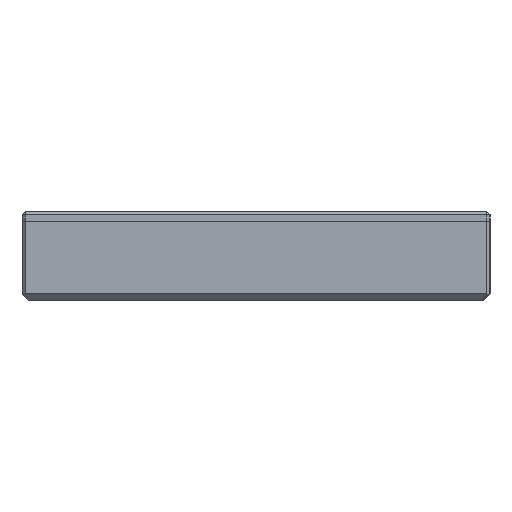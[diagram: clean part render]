
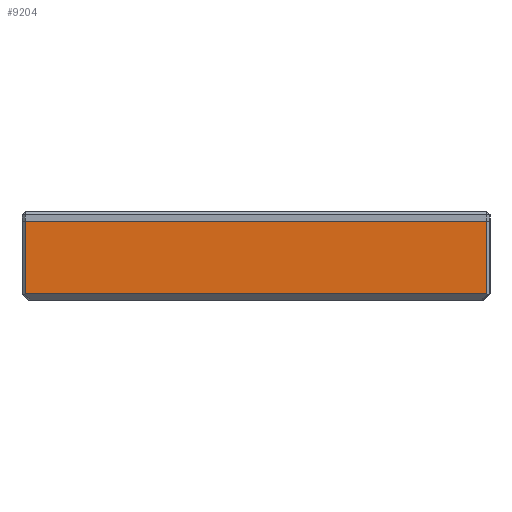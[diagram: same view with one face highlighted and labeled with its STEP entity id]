
A CAD part, left-side view. The second image highlights one B-rep face of the part: STEP entity #9204.
In plain terms, the highlighted planar face has unit normal (-1, 0, 0).
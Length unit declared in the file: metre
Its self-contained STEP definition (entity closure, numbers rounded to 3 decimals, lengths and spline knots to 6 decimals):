
#793=LINE('',#15510,#1532);
#794=LINE('',#15513,#1533);
#795=LINE('',#15515,#1534);
#796=LINE('',#15517,#1535);
#1532=VECTOR('',#11460,1.);
#1533=VECTOR('',#11461,1.);
#1534=VECTOR('',#11462,1.);
#1535=VECTOR('',#11463,1.);
#2076=PLANE('',#9772);
#4102=ORIENTED_EDGE('',*,*,#5650,.T.);
#4103=ORIENTED_EDGE('',*,*,#5651,.T.);
#4104=ORIENTED_EDGE('',*,*,#5652,.T.);
#4105=ORIENTED_EDGE('',*,*,#5653,.T.);
#5650=EDGE_CURVE('',#6587,#6588,#793,.T.);
#5651=EDGE_CURVE('',#6588,#6589,#794,.T.);
#5652=EDGE_CURVE('',#6589,#6590,#795,.T.);
#5653=EDGE_CURVE('',#6590,#6587,#796,.T.);
#6587=VERTEX_POINT('',#15511);
#6588=VERTEX_POINT('',#15512);
#6589=VERTEX_POINT('',#15514);
#6590=VERTEX_POINT('',#15516);
#7512=EDGE_LOOP('',(#4102,#4103,#4104,#4105));
#8317=FACE_BOUND('',#7512,.T.);
#9204=ADVANCED_FACE('',(#8317),#2076,.T.);
#9772=AXIS2_PLACEMENT_3D('',#15509,#11458,#11459);
#11458=DIRECTION('',(-1.,0.,0.));
#11459=DIRECTION('',(0.,0.,1.));
#11460=DIRECTION('',(0.,1.,0.));
#11461=DIRECTION('',(0.,0.,-1.));
#11462=DIRECTION('',(0.,-1.,0.));
#11463=DIRECTION('',(0.,0.,1.));
#15509=CARTESIAN_POINT('',(-0.05175,0.,0.013));
#15510=CARTESIAN_POINT('',(-0.05175,0.,0.013));
#15511=CARTESIAN_POINT('',(-0.05175,-0.038,0.013));
#15512=CARTESIAN_POINT('',(-0.05175,0.038,0.013));
#15513=CARTESIAN_POINT('',(-0.05175,0.038,0.001));
#15514=CARTESIAN_POINT('',(-0.05175,0.038,0.001));
#15515=CARTESIAN_POINT('',(-0.05175,-0.0385,0.001));
#15516=CARTESIAN_POINT('',(-0.05175,-0.038,0.001));
#15517=CARTESIAN_POINT('',(-0.05175,-0.038,0.013));
